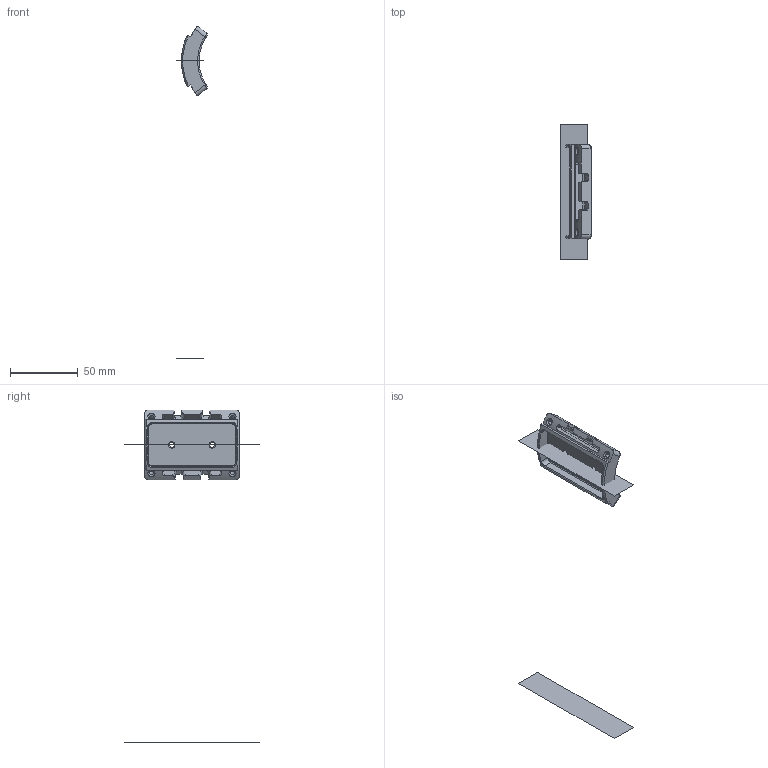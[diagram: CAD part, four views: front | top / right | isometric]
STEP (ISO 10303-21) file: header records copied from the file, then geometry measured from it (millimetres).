
FILE_DESCRIPTION((''),'2;1');
FILE_NAME('ESP_MOUNT_AD','2021-03-14T20:18:40',('jcha8'),(''),'CREO PARAMETRIC BY PTC INC, 2020281','CREO PARAMETRIC BY PTC INC, 2020281','');
FILE_SCHEMA(('CONFIG_CONTROL_DESIGN'));
Length unit declared in the file: millimetre
Products named in the file (1): ESP_MOUNT_AD
Bounding box: 22.71 x 100 x 245.86 mm (x, y, z)
Volume: 20188.7 mm3; surface area: 16252.7 mm2
Topology: 1 solids, 3 shells, 179 faces, 438 edges, 268 vertices
Faces by surface type: bspline 92, plane 37, cylinder 28, cone 22
Entity records: 8359 total; most frequent: CARTESIAN_POINT 4680, ORIENTED_EDGE 868, DIRECTION 514, EDGE_CURVE 438, VERTEX_POINT 268, VECTOR 218, LINE 218, EDGE_LOOP 188
